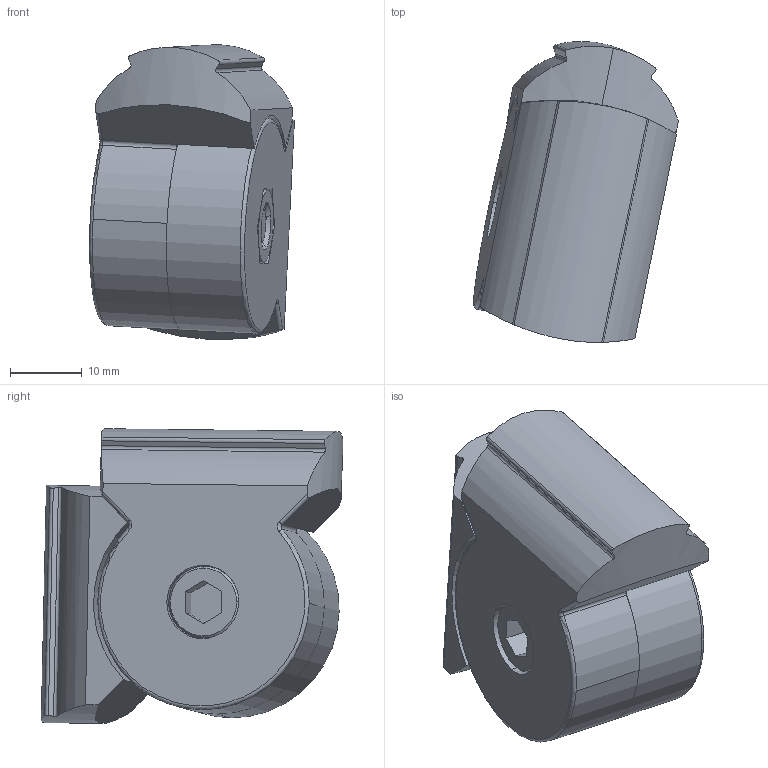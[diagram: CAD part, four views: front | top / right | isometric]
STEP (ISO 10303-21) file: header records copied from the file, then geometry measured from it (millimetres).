
FILE_DESCRIPTION (( 'STEP AP214' ), '1' );
FILE_NAME ('B383 Àäàïòåð Ô43õ150ìì, ñêîëüçÿùèé è êðóòÿùèéñÿ ïî òðóáå Ô28.STEP', '2025-06-10T07:21:12', ( '' ), ( '' ), 'SwSTEP 2.0', 'SolidWorks 2025', '' );
FILE_SCHEMA (( 'AUTOMOTIVE_DESIGN' ));
Length unit declared in the file: millimetre
Products named in the file (5): B383 Адаптер Ф43х150мм, скользящий и крутящийся по трубе Ф28; Гайка_00; Болт_00; Стенка_2_00; Стенка_1_00
Assembly tree (4 placements, depth 2):
  B383 Адаптер Ф43х150мм, скользящий и крутящийся по трубе Ф28
    Стенка_1_00
    Стенка_2_00
    Болт_00
    Гайка_00
Bounding box: 28.48 x 41.93 x 40.94 mm (x, y, z)
Volume: 23958.2 mm3; surface area: 12329.4 mm2
Topology: 4 solids, 4 shells, 240 faces, 617 edges, 403 vertices
Faces by surface type: plane 88, cylinder 81, cone 49, bspline 16, torus 6
Entity records: 12166 total; most frequent: CARTESIAN_POINT 6537, ORIENTED_EDGE 1234, DIRECTION 985, EDGE_CURVE 617, VERTEX_POINT 403, AXIS2_PLACEMENT_3D 366, EDGE_LOOP 264, VECTOR 253
